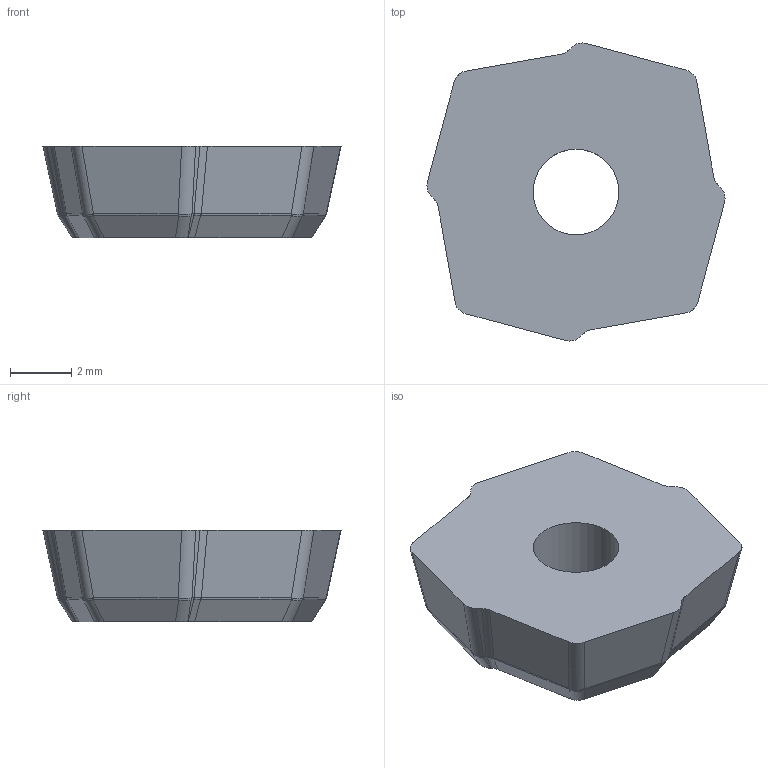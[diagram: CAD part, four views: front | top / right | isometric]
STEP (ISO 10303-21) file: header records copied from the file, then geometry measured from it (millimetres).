
FILE_DESCRIPTION(/* description */ (''),/* implementation_level */ '2;1');
FILE_NAME(/* name */ '61358314_cgr_000~00_214.stp',/* time_stamp */ '2020-03-27T14:15:01+06:00',/* author */ (''),/* organization */ (''),/* preprocessor_version */ 'ST-DEVELOPER v16.7',/* originating_system */ 'SIEMENS PLM Software NX 12.0',/* authorisation */ '');
FILE_SCHEMA (('AUTOMOTIVE_DESIGN { 1 0 10303 214 3 1 1 1 }'));
Length unit declared in the file: millimetre
Products named in the file (1): 61358314_cgr_000~00
Bounding box: 9.74 x 9.74 x 3 mm (x, y, z)
Volume: 174.6 mm3; surface area: 231.2 mm2
Topology: 1 solids, 1 shells, 103 faces, 380 edges, 355 vertices
Faces by surface type: cylinder 37, bspline 36, plane 30
Full cylindrical faces by diameter (mm): 2.8 x1
Entity records: 4586 total; most frequent: CARTESIAN_POINT 1098, DIRECTION 744, ORIENTED_EDGE 604, EDGE_CURVE 302, AXIS2_PLACEMENT_3D 300, VERTEX_POINT 202, ELLIPSE 180, LINE 144
